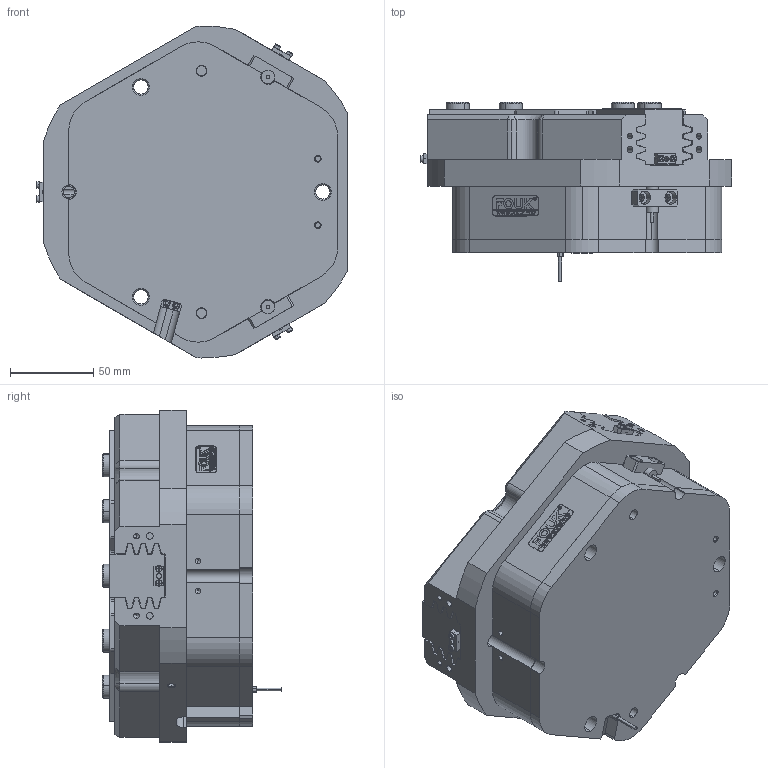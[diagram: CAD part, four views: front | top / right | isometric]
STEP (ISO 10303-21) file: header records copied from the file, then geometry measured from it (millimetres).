
FILE_DESCRIPTION (( 'STEP AP203' ), '1' );
FILE_NAME ('FZ125-200-S.STEP', '2025-01-11T07:15:04', ( 'USER-' ), ( 'Microsoft' ), 'SwSTEP 2.0', 'SolidWorks 2018', '' );
FILE_SCHEMA (( 'CONFIG_CONTROL_DESIGN' ));
Length unit declared in the file: millimetre
Products named in the file (13): 埴翐芛_GB_FASTENER_SCREWS_HSHCS M2X8-N; TZT125-200-M-05 菁裔啣; 揤輸杅耀.sldasm-Part-9; 棠羲換覜ん; 32x12-R2; 揤輸蚾饜极; TZT125-200-M-06 笢猾啣; 电容传感器; ﾏ擎ﾗ14｡ﾁ10｡ﾁ8; 湮酴; FZ125-200-S; TZT125-200-M-01 褲极; TZT125-200-S-02 賑輸
Assembly tree (25 placements, depth 3):
  FZ125-200-S
    TZT125-200-S-02 賑輸  x3
    TZT125-200-M-05 菁裔啣
    湮酴  x2
    电容传感器  x2
    TZT125-200-M-06 笢猾啣
    TZT125-200-M-01 褲极
    32x12-R2
    揤輸蚾饜极  x3
      揤輸杅耀.sldasm-Part-9
      埴翐芛_GB_FASTENER_SCREWS_HSHCS M2X8-N
    棠羲換覜ん  x2
    ﾏ擎ﾗ14｡ﾁ10｡ﾁ8  x6
Bounding box: 187.5 x 107.84 x 199.96 mm (x, y, z)
Volume: 1925478.7 mm3; surface area: 269722.6 mm2
Topology: 28 solids, 42 shells, 1590 faces, 4065 edges, 2576 vertices
Faces by surface type: plane 804, cylinder 416, cone 203, bspline 155, torus 12
Entity records: 42203 total; most frequent: CARTESIAN_POINT 12568, ORIENTED_EDGE 5962, DIRECTION 5425, EDGE_CURVE 2981, LINE 1953, VECTOR 1953, VERTEX_POINT 1943, AXIS2_PLACEMENT_3D 1736
